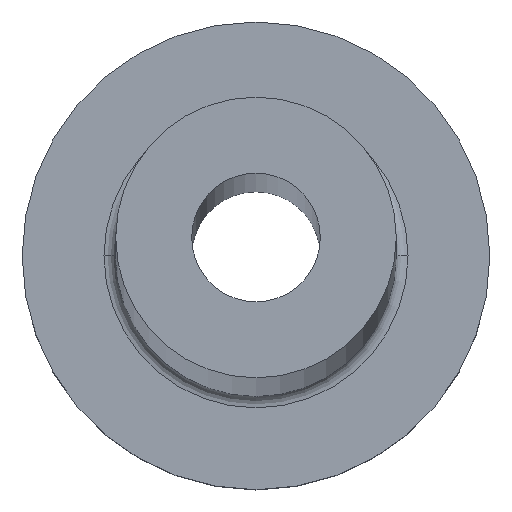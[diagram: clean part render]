
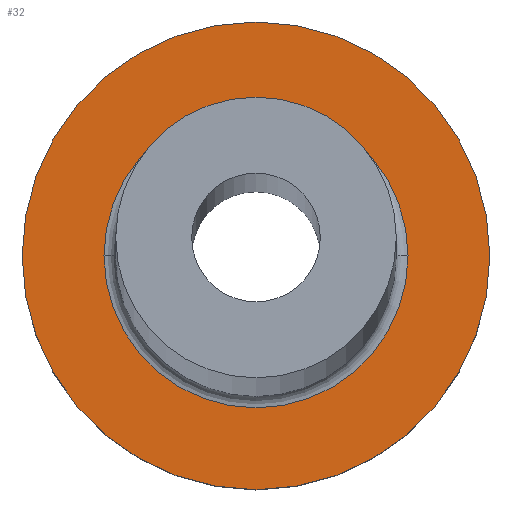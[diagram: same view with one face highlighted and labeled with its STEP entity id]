
A CAD part, top view. The second image highlights one B-rep face of the part: STEP entity #32.
In plain terms, the highlighted planar face has unit normal (0, 0, 1).
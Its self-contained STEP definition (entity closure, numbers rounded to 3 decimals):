
#7 = DIRECTION ( 'NONE',  ( 1., 0., 0. ) ) ;
#15 = ORIENTED_EDGE ( 'NONE', *, *, #191, .T. ) ;
#20 = AXIS2_PLACEMENT_3D ( 'NONE', #25, #379, #262 ) ;
#25 = CARTESIAN_POINT ( 'NONE',  ( 0., 0., 7. ) ) ;
#32 = ADVANCED_FACE ( 'NONE', ( #250, #220 ), #340, .T. ) ;
#51 = AXIS2_PLACEMENT_3D ( 'NONE', #349, #266, #182 ) ;
#53 = CIRCLE ( 'NONE', #51, 10. ) ;
#67 = EDGE_CURVE ( 'NONE', #242, #153, #98, .T. ) ;
#82 = CARTESIAN_POINT ( 'NONE',  ( 6.5, 0., 7. ) ) ;
#85 = CARTESIAN_POINT ( 'NONE',  ( 10., 0., 7. ) ) ;
#88 = CARTESIAN_POINT ( 'NONE',  ( -6.5, 0., 7. ) ) ;
#98 = CIRCLE ( 'NONE', #272, 10. ) ;
#101 = VERTEX_POINT ( 'NONE', #82 ) ;
#114 = DIRECTION ( 'NONE',  ( 1., 0., 0. ) ) ;
#120 = CARTESIAN_POINT ( 'NONE',  ( -10., 0., 7. ) ) ;
#153 = VERTEX_POINT ( 'NONE', #120 ) ;
#161 = EDGE_LOOP ( 'NONE', ( #280, #15 ) ) ;
#162 = AXIS2_PLACEMENT_3D ( 'NONE', #355, #301, #7 ) ;
#178 = VERTEX_POINT ( 'NONE', #88 ) ;
#179 = EDGE_CURVE ( 'NONE', #153, #242, #53, .T. ) ;
#182 = DIRECTION ( 'NONE',  ( 1., 0., 0. ) ) ;
#191 = EDGE_CURVE ( 'NONE', #178, #101, #341, .T. ) ;
#212 = AXIS2_PLACEMENT_3D ( 'NONE', #338, #227, #309 ) ;
#220 = FACE_OUTER_BOUND ( 'NONE', #334, .T. ) ;
#227 = DIRECTION ( 'NONE',  ( 0., 0., 1. ) ) ;
#242 = VERTEX_POINT ( 'NONE', #85 ) ;
#250 = FACE_BOUND ( 'NONE', #161, .T. ) ;
#262 = DIRECTION ( 'NONE',  ( 1., 0., 0. ) ) ;
#266 = DIRECTION ( 'NONE',  ( 0., 0., 1. ) ) ;
#272 = AXIS2_PLACEMENT_3D ( 'NONE', #366, #337, #114 ) ;
#279 = ORIENTED_EDGE ( 'NONE', *, *, #179, .T. ) ;
#280 = ORIENTED_EDGE ( 'NONE', *, *, #358, .T. ) ;
#295 = CIRCLE ( 'NONE', #162, 6.5 ) ;
#301 = DIRECTION ( 'NONE',  ( 0., 0., -1. ) ) ;
#309 = DIRECTION ( 'NONE',  ( 1., 0., 0. ) ) ;
#334 = EDGE_LOOP ( 'NONE', ( #279, #336 ) ) ;
#336 = ORIENTED_EDGE ( 'NONE', *, *, #67, .T. ) ;
#337 = DIRECTION ( 'NONE',  ( 0., 0., 1. ) ) ;
#338 = CARTESIAN_POINT ( 'NONE',  ( 0., 0., 7. ) ) ;
#340 = PLANE ( 'NONE',  #212 ) ;
#341 = CIRCLE ( 'NONE', #20, 6.5 ) ;
#349 = CARTESIAN_POINT ( 'NONE',  ( 0., 0., 7. ) ) ;
#355 = CARTESIAN_POINT ( 'NONE',  ( 0., 0., 7. ) ) ;
#358 = EDGE_CURVE ( 'NONE', #101, #178, #295, .T. ) ;
#366 = CARTESIAN_POINT ( 'NONE',  ( 0., 0., 7. ) ) ;
#379 = DIRECTION ( 'NONE',  ( 0., 0., -1. ) ) ;
